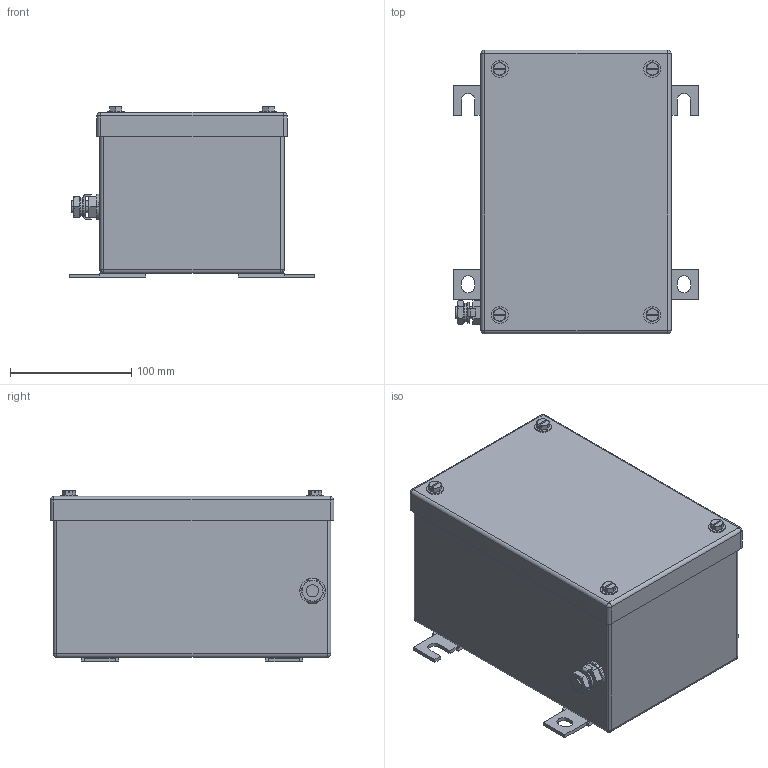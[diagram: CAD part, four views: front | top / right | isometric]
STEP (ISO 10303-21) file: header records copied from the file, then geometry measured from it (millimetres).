
FILE_DESCRIPTION(('CATIA V5 STEP Exchange','CAx-IF Rec.Pracs.--- Model Styling and Organization---1.4--- 2014-01-23'),'2;1');
FILE_NAME ('008604-3_3_1195650000_1195650000.stp','2019-09-24T07:32:05+00:00',('none'),('Weidmueller'),'CATIA Version 5-6 Release 2016 SP3 HF44','CATIA V5 STEP AP214','none');
FILE_SCHEMA(('AUTOMOTIVE_DESIGN { 1 0 10303 214 1 1 1 1 }'));
Length unit declared in the file: millimetre
Products named in the file (1): 1195650000
Bounding box: 203 x 234 x 141.5 mm (x, y, z)
Volume: 323386 mm3; surface area: 414844.6 mm2
Topology: 35 solids, 35 shells, 766 faces, 1776 edges, 1084 vertices
Faces by surface type: plane 282, cylinder 262, cone 176, torus 30, sphere 16
Entity records: 20364 total; most frequent: CARTESIAN_POINT 4398, ORIENTED_EDGE 3488, DIRECTION 2657, EDGE_CURVE 1744, AXIS2_PLACEMENT_3D 1272, VERTEX_POINT 1084, VECTOR 846, LINE 846
